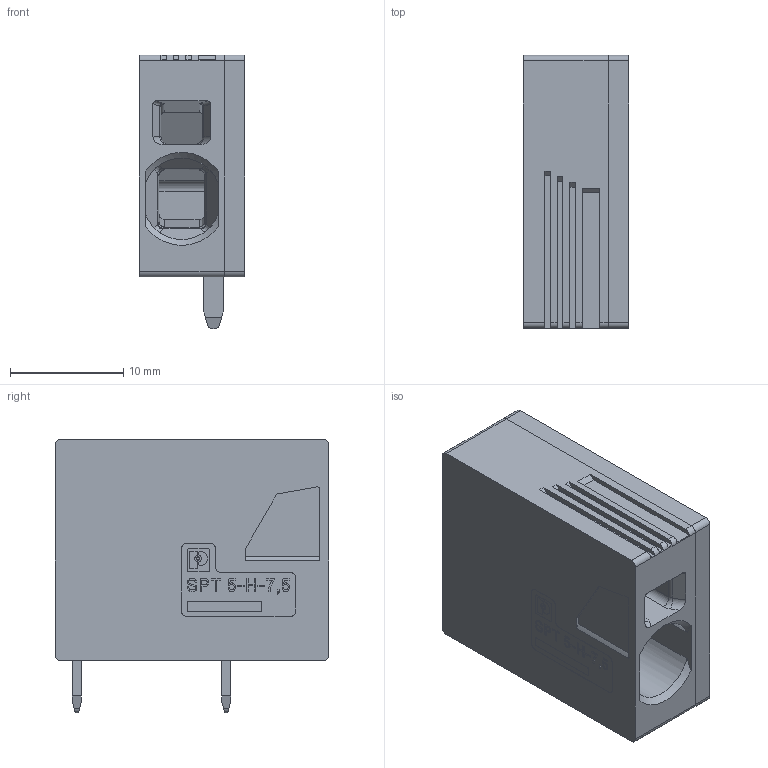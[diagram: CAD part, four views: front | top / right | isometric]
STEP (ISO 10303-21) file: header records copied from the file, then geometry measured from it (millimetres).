
FILE_DESCRIPTION(('Creo Elements/Direct Modeling STEP Export'),'2;1');
FILE_NAME('model.stp','2022-11-28T11:35:53',(''),(''),'Creo Elements/Direct Modeling STEP processor for AP214 (Solid Model)','Creo Elements/Direct Modeling 20.1D 10-Oct-2020 (C) Parametric Technology GmbH','');
FILE_SCHEMA(('AUTOMOTIVE_DESIGN { 1 0 10303 214 1 1 1 1 }'));
Length unit declared in the file: millimetre
Products named in the file (5): Pin_SPT_5_H_4_60; Pin_SPT_5_V_4_60; spt_5-7.5-h_geh-1; d-spt_5-h; SPT_5_1-H-7.5
Assembly tree (4 placements, depth 2):
  SPT_5_1-H-7.5
    d-spt_5-h
    spt_5-7.5-h_geh-1
    Pin_SPT_5_V_4_60
    Pin_SPT_5_H_4_60
Bounding box: 9.3 x 24.15 x 24.2 mm (x, y, z)
Volume: 3817.5 mm3; surface area: 3146.3 mm2
Topology: 4 solids, 4 shells, 949 faces, 2637 edges, 1750 vertices
Faces by surface type: plane 771, cylinder 156, bspline 10, extrusion 8, cone 2, torus 2
Entity records: 38389 total; most frequent: CARTESIAN_POINT 6372, ORIENTED_EDGE 5274, DIRECTION 4685, EDGE_CURVE 2637, VECTOR 2279, LINE 2270, VERTEX_POINT 1750, AXIS2_PLACEMENT_3D 1203
